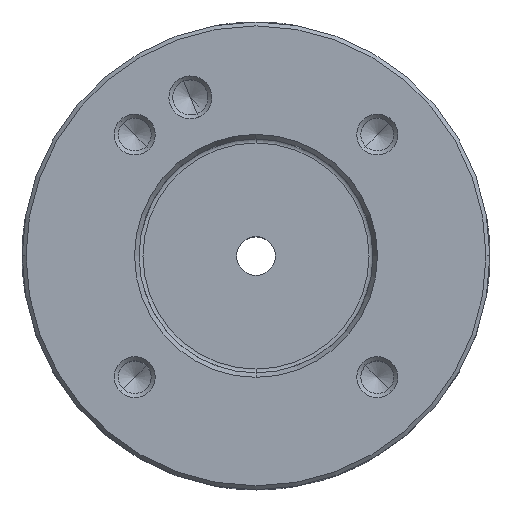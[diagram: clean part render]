
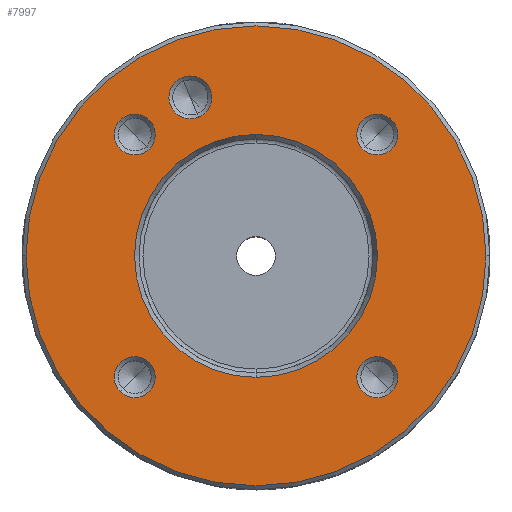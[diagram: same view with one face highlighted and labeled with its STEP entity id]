
A CAD part, top view. The second image highlights one B-rep face of the part: STEP entity #7997.
In plain terms, the highlighted planar face has unit normal (0, 0, 1).
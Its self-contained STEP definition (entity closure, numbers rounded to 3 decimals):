
#1134=CARTESIAN_POINT('',(0.,0.,
60.));
#1135=DIRECTION('',(0.,0.,1.));
#1136=DIRECTION('',(-1.,0.,0.));
#1137=AXIS2_PLACEMENT_3D('',#1134,#1135,#1136);
#1142=CARTESIAN_POINT('',(0.,0.,
60.));
#1143=DIRECTION('',(0.,0.,1.));
#1144=DIRECTION('',(1.,0.,0.));
#1145=AXIS2_PLACEMENT_3D('',#1142,#1143,#1144);
#1150=CARTESIAN_POINT('',(-8.419,20.325,60.));
#1151=DIRECTION('',(0.,0.,-1.));
#1152=DIRECTION('',(0.383,-0.924,0.));
#1153=AXIS2_PLACEMENT_3D('',#1150,#1151,#1152);
#1158=CARTESIAN_POINT('',(-8.419,20.325,60.));
#1159=DIRECTION('',(0.,0.,-1.));
#1160=DIRECTION('',(-0.383,0.924,0.));
#1161=AXIS2_PLACEMENT_3D('',#1158,#1159,#1160);
#1166=CARTESIAN_POINT('',(-15.556,-15.556,60.));
#1167=DIRECTION('',(0.,0.,-1.));
#1168=DIRECTION('',(-0.707,-0.707,0.));
#1169=AXIS2_PLACEMENT_3D('',#1166,#1167,#1168);
#1174=CARTESIAN_POINT('',(-15.556,-15.556,60.));
#1175=DIRECTION('',(0.,0.,-1.));
#1176=DIRECTION('',(0.707,0.707,0.));
#1177=AXIS2_PLACEMENT_3D('',#1174,#1175,#1176);
#1182=CARTESIAN_POINT('',(-15.556,15.556,60.));
#1183=DIRECTION('',(0.,0.,-1.));
#1184=DIRECTION('',(-0.707,0.707,0.));
#1185=AXIS2_PLACEMENT_3D('',#1182,#1183,#1184);
#1190=CARTESIAN_POINT('',(-15.556,15.556,60.));
#1191=DIRECTION('',(0.,0.,-1.));
#1192=DIRECTION('',(0.707,-0.707,0.));
#1193=AXIS2_PLACEMENT_3D('',#1190,#1191,#1192);
#1198=CARTESIAN_POINT('',(15.556,15.556,60.));
#1199=DIRECTION('',(0.,0.,-1.));
#1200=DIRECTION('',(0.707,0.707,0.));
#1201=AXIS2_PLACEMENT_3D('',#1198,#1199,#1200);
#1206=CARTESIAN_POINT('',(15.556,15.556,60.));
#1207=DIRECTION('',(0.,0.,-1.));
#1208=DIRECTION('',(-0.707,-0.707,0.));
#1209=AXIS2_PLACEMENT_3D('',#1206,#1207,#1208);
#1214=CARTESIAN_POINT('',(15.556,-15.556,60.));
#1215=DIRECTION('',(0.,0.,-1.));
#1216=DIRECTION('',(0.707,-0.707,0.));
#1217=AXIS2_PLACEMENT_3D('',#1214,#1215,#1216);
#1222=CARTESIAN_POINT('',(15.556,-15.556,60.));
#1223=DIRECTION('',(0.,0.,-1.));
#1224=DIRECTION('',(-0.707,0.707,0.));
#1225=AXIS2_PLACEMENT_3D('',#1222,#1223,#1224);
#1237=CARTESIAN_POINT('',(0.,0.,60.));
#1238=DIRECTION('',(0.,0.,-1.));
#1239=DIRECTION('',(0.,-1.,0.));
#1240=AXIS2_PLACEMENT_3D('',#1237,#1238,#1239);
#1253=CARTESIAN_POINT('',(0.,0.,60.));
#1254=DIRECTION('',(0.,0.,-1.));
#1255=DIRECTION('',(0.,1.,0.));
#1256=AXIS2_PLACEMENT_3D('',#1253,#1254,#1255);
#7020=CARTESIAN_POINT('',(-29.5,0.,60.));
#7021=CARTESIAN_POINT('',(29.5,0.,
60.));
#7022=VERTEX_POINT('',#7020);
#7023=VERTEX_POINT('',#7021);
#7482=CARTESIAN_POINT('',(-7.367,17.785,60.));
#7483=VERTEX_POINT('',#7482);
#7484=CARTESIAN_POINT('',(-9.471,22.866,60.));
#7485=VERTEX_POINT('',#7484);
#7496=CARTESIAN_POINT('',(-17.413,-17.413,60.));
#7497=VERTEX_POINT('',#7496);
#7498=CARTESIAN_POINT('',(-13.7,-13.7,60.));
#7499=VERTEX_POINT('',#7498);
#7506=CARTESIAN_POINT('',(-17.413,17.413,60.));
#7507=VERTEX_POINT('',#7506);
#7508=CARTESIAN_POINT('',(-13.7,13.7,60.));
#7509=VERTEX_POINT('',#7508);
#7516=CARTESIAN_POINT('',(17.413,17.413,60.));
#7517=VERTEX_POINT('',#7516);
#7518=CARTESIAN_POINT('',(13.7,13.7,60.));
#7519=VERTEX_POINT('',#7518);
#7526=CARTESIAN_POINT('',(17.413,-17.413,60.));
#7527=VERTEX_POINT('',#7526);
#7528=CARTESIAN_POINT('',(13.7,-13.7,60.));
#7529=VERTEX_POINT('',#7528);
#7582=CARTESIAN_POINT('',(0.,-15.577,60.));
#7583=CARTESIAN_POINT('',(0.,15.577,60.));
#7584=VERTEX_POINT('',#7582);
#7585=VERTEX_POINT('',#7583);
#7951=CARTESIAN_POINT('',(0.,0.,60.));
#7952=DIRECTION('',(0.,0.,-1.));
#7953=DIRECTION('',(1.,0.,0.));
#7954=AXIS2_PLACEMENT_3D('',#7951,#7952,#7953);
#7955=PLANE('',#7954);
#7956=ORIENTED_EDGE('',*,*,#7941,.F.);
#7958=ORIENTED_EDGE('',*,*,#7957,.F.);
#7959=EDGE_LOOP('',(#7956,#7958));
#7960=FACE_OUTER_BOUND('',#7959,.F.);
#7962=ORIENTED_EDGE('',*,*,#7961,.F.);
#7964=ORIENTED_EDGE('',*,*,#7963,.F.);
#7965=EDGE_LOOP('',(#7962,#7964));
#7966=FACE_BOUND('',#7965,.F.);
#7968=ORIENTED_EDGE('',*,*,#7967,.F.);
#7970=ORIENTED_EDGE('',*,*,#7969,.F.);
#7971=EDGE_LOOP('',(#7968,#7970));
#7972=FACE_BOUND('',#7971,.F.);
#7974=ORIENTED_EDGE('',*,*,#7973,.F.);
#7976=ORIENTED_EDGE('',*,*,#7975,.F.);
#7977=EDGE_LOOP('',(#7974,#7976));
#7978=FACE_BOUND('',#7977,.F.);
#7980=ORIENTED_EDGE('',*,*,#7979,.F.);
#7982=ORIENTED_EDGE('',*,*,#7981,.F.);
#7983=EDGE_LOOP('',(#7980,#7982));
#7984=FACE_BOUND('',#7983,.F.);
#7986=ORIENTED_EDGE('',*,*,#7985,.F.);
#7988=ORIENTED_EDGE('',*,*,#7987,.F.);
#7989=EDGE_LOOP('',(#7986,#7988));
#7990=FACE_BOUND('',#7989,.F.);
#7992=ORIENTED_EDGE('',*,*,#7991,.F.);
#7994=ORIENTED_EDGE('',*,*,#7993,.F.);
#7995=EDGE_LOOP('',(#7992,#7994));
#7996=FACE_BOUND('',#7995,.F.);
#1138=CIRCLE('',#1137,29.5);
#1146=CIRCLE('',#1145,29.5);
#1154=CIRCLE('',#1153,2.75);
#1162=CIRCLE('',#1161,2.75);
#1170=CIRCLE('',#1169,2.625);
#1178=CIRCLE('',#1177,2.625);
#1186=CIRCLE('',#1185,2.625);
#1194=CIRCLE('',#1193,2.625);
#1202=CIRCLE('',#1201,2.625);
#1210=CIRCLE('',#1209,2.625);
#1218=CIRCLE('',#1217,2.625);
#1226=CIRCLE('',#1225,2.625);
#1241=CIRCLE('',#1240,15.577);
#1257=CIRCLE('',#1256,15.577);
#7941=EDGE_CURVE('',#7022,#7023,#1138,.T.);
#7957=EDGE_CURVE('',#7023,#7022,#1146,.T.);
#7961=EDGE_CURVE('',#7584,#7585,#1241,.T.);
#7963=EDGE_CURVE('',#7585,#7584,#1257,.T.);
#7967=EDGE_CURVE('',#7483,#7485,#1154,.T.);
#7969=EDGE_CURVE('',#7485,#7483,#1162,.T.);
#7973=EDGE_CURVE('',#7497,#7499,#1170,.T.);
#7975=EDGE_CURVE('',#7499,#7497,#1178,.T.);
#7979=EDGE_CURVE('',#7507,#7509,#1186,.T.);
#7981=EDGE_CURVE('',#7509,#7507,#1194,.T.);
#7985=EDGE_CURVE('',#7517,#7519,#1202,.T.);
#7987=EDGE_CURVE('',#7519,#7517,#1210,.T.);
#7991=EDGE_CURVE('',#7527,#7529,#1218,.T.);
#7993=EDGE_CURVE('',#7529,#7527,#1226,.T.);
#7997=ADVANCED_FACE('',(#7960,#7966,#7972,#7978,#7984,#7990,#7996),#7955,.F.);
